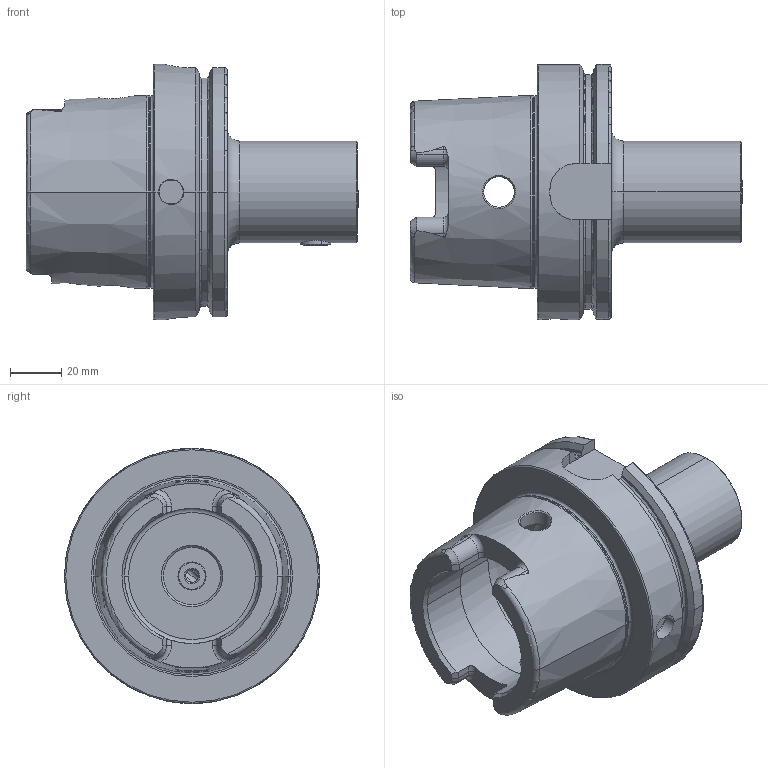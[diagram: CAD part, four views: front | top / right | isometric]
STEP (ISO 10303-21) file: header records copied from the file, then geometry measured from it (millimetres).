
FILE_DESCRIPTION (( 'STEP AP214' ), '1' );
FILE_NAME ('HA0.KM4.K01.080.STEP', '2023-01-11T08:23:04', ( '' ), ( '' ), 'SwSTEP 2.0', 'SolidWorks 2017', '' );
FILE_SCHEMA (( 'AUTOMOTIVE_DESIGN' ));
Length unit declared in the file: millimetre
Products named in the file (14): KM4-ER1.001.032_gespannt; DIN 3771 - 26x1.2; DIN 3771 - 9.25x1.78; KM4-ER1.004.028_A; ISO 8745-3x6; KM4-ER1.002.012_A; DIN 7984 - M3 x 5_DIN 7984 - M3 x 5; HA0-KM4.K01.080_C_Fertigbearbeitung; KM4-ER1.006.014_A; HA0.KM4.K01.080; KM4-ER1.001.032_A; DIN 5401-09; DIN 3771 - 6.07x1.78; KM4-ER1.005.016_A
Assembly tree (15 placements, depth 3):
  HA0.KM4.K01.080
    HA0-KM4.K01.080_C_Fertigbearbeitung
    KM4-ER1.001.032_gespannt
      KM4-ER1.001.032_A
      KM4-ER1.004.028_A
      DIN 3771 - 9.25x1.78
      KM4-ER1.006.014_A
      DIN 3771 - 6.07x1.78
      KM4-ER1.005.016_A
      DIN 7984 - M3 x 5_DIN 7984 - M3 x 5  x2
      DIN 5401-09  x2
      KM4-ER1.002.012_A
      DIN 3771 - 26x1.2
      ISO 8745-3x6
Bounding box: 130.16 x 100 x 100 mm (x, y, z)
Volume: 305482.9 mm3; surface area: 70560.9 mm2
Topology: 14 solids, 14 shells, 619 faces, 1559 edges, 937 vertices
Faces by surface type: cylinder 199, plane 159, cone 144, torus 99, bspline 10, sphere 8
Entity records: 21631 total; most frequent: CARTESIAN_POINT 6194, DIRECTION 2975, ORIENTED_EDGE 2914, EDGE_CURVE 1457, AXIS2_PLACEMENT_3D 1220, VERTEX_POINT 896, EDGE_LOOP 627, CIRCLE 621
